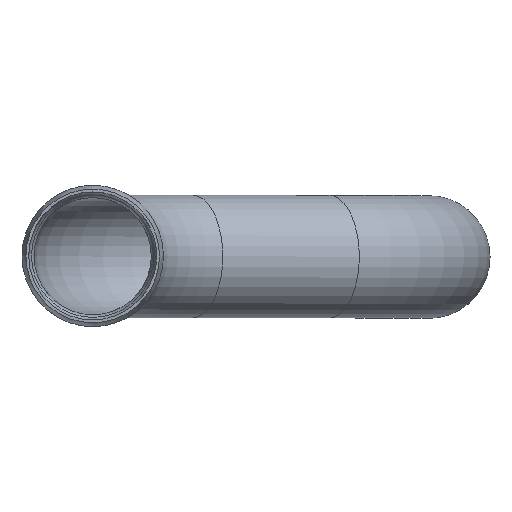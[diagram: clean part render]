
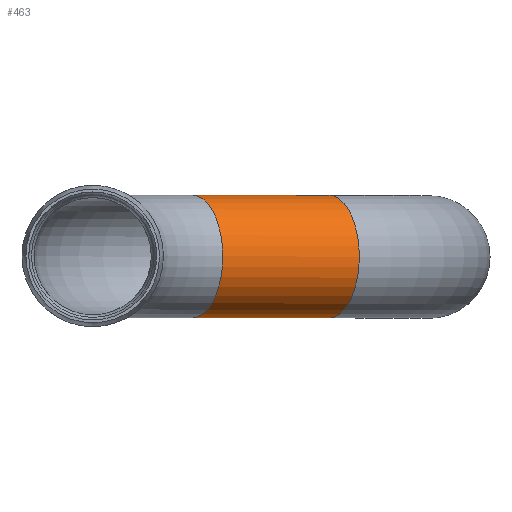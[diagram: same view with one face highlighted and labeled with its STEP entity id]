
A CAD part, top view. The second image highlights one B-rep face of the part: STEP entity #463.
In plain terms, the highlighted cylindrical face has radius 365 mm (diameter 730 mm), a full revolution.
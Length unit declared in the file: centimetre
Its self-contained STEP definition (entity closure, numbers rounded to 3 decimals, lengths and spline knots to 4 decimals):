
#45=LINE('',#949,#57);
#57=VECTOR('',#695,36.5);
#69=CYLINDRICAL_SURFACE('',#538,36.5);
#94=FACE_OUTER_BOUND('',#128,.T.);
#128=EDGE_LOOP('',(#406,#407,#408,#409,#410));
#183=CIRCLE('',#536,36.5);
#184=CIRCLE('',#537,36.5);
#185=CIRCLE('',#539,36.5);
#227=VERTEX_POINT('',#942);
#228=VERTEX_POINT('',#944);
#229=VERTEX_POINT('',#948);
#288=EDGE_CURVE('',#227,#228,#183,.T.);
#289=EDGE_CURVE('',#228,#227,#184,.T.);
#290=EDGE_CURVE('',#228,#229,#45,.T.);
#291=EDGE_CURVE('',#229,#229,#185,.T.);
#406=ORIENTED_EDGE('',*,*,#289,.F.);
#407=ORIENTED_EDGE('',*,*,#290,.T.);
#408=ORIENTED_EDGE('',*,*,#291,.T.);
#409=ORIENTED_EDGE('',*,*,#290,.F.);
#410=ORIENTED_EDGE('',*,*,#288,.F.);
#463=ADVANCED_FACE('',(#94),#69,.T.);
#536=AXIS2_PLACEMENT_3D('',#945,#689,#690);
#537=AXIS2_PLACEMENT_3D('',#946,#691,#692);
#538=AXIS2_PLACEMENT_3D('',#947,#693,#694);
#539=AXIS2_PLACEMENT_3D('',#950,#696,#697);
#689=DIRECTION('center_axis',(-0.869,0.,0.495));
#690=DIRECTION('ref_axis',(0.495,0.,0.869));
#691=DIRECTION('center_axis',(-0.869,0.,0.495));
#692=DIRECTION('ref_axis',(0.495,0.,0.869));
#693=DIRECTION('center_axis',(-0.869,0.,0.495));
#694=DIRECTION('ref_axis',(0.495,0.,0.869));
#695=DIRECTION('',(0.869,0.,-0.495));
#696=DIRECTION('center_axis',(-0.869,0.,0.495));
#697=DIRECTION('ref_axis',(0.495,0.,0.869));
#942=CARTESIAN_POINT('',(-122.582,0.,253.6123));
#944=CARTESIAN_POINT('',(-158.7052,0.,190.1764));
#945=CARTESIAN_POINT('Origin',(-140.6436,0.,221.8943));
#946=CARTESIAN_POINT('Origin',(-140.6436,0.,221.8943));
#947=CARTESIAN_POINT('Origin',(-59.3564,0.,175.6057));
#948=CARTESIAN_POINT('',(-77.418,0.,143.8877));
#949=CARTESIAN_POINT('',(-77.418,0.,143.8877));
#950=CARTESIAN_POINT('Origin',(-59.3564,0.,175.6057));
